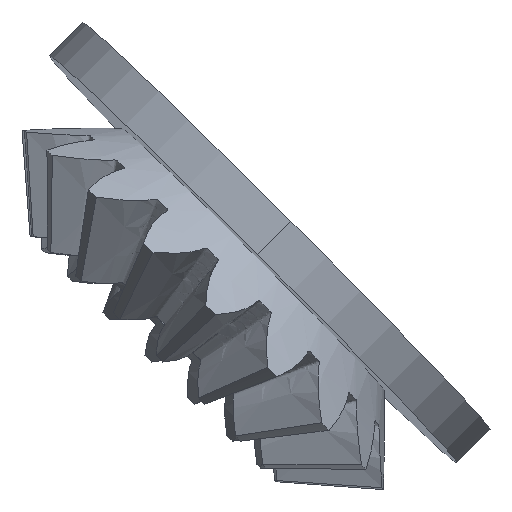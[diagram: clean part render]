
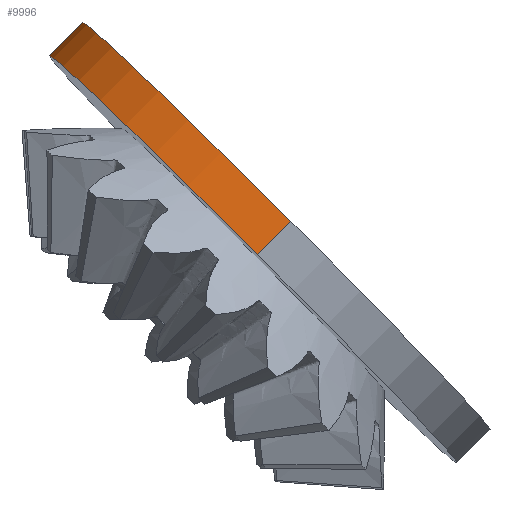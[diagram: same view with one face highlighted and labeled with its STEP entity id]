
A CAD part, left-side view. The second image highlights one B-rep face of the part: STEP entity #9996.
In plain terms, the highlighted cylindrical face has radius 49 mm (diameter 98 mm), a partial arc.
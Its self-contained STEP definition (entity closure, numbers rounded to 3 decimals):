
#1587=CARTESIAN_POINT('',(-0.707,22.263,
-22.274));
#1588=DIRECTION('',(0.022,-0.707,0.707));
#1589=DIRECTION('',(1.,0.016,-0.016));
#1590=AXIS2_PLACEMENT_3D('',#1587,#1588,#1589);
#1597=DIRECTION('',(0.022,-0.707,0.707));
#1598=VECTOR('',#1597,8.);
#1599=CARTESIAN_POINT('',(48.28,23.04,-23.052));
#1600=LINE('',#1599,#1598);
#1601=DIRECTION('',(0.022,-0.707,0.707));
#1602=VECTOR('',#1601,8.);
#1603=CARTESIAN_POINT('',(-49.695,21.485,
-21.496));
#1604=LINE('',#1603,#1602);
#1605=CARTESIAN_POINT('',(-0.528,16.609,
-16.617));
#1606=DIRECTION('',(0.022,-0.707,0.707));
#1607=DIRECTION('',(1.,0.016,-0.016));
#1608=AXIS2_PLACEMENT_3D('',#1605,#1606,#1607);
#8671=CARTESIAN_POINT('',(48.28,23.04,-23.052));
#8672=CARTESIAN_POINT('',(-49.695,21.485,
-21.496));
#8673=VERTEX_POINT('',#8671);
#8674=VERTEX_POINT('',#8672);
#8675=CARTESIAN_POINT('',(48.46,17.386,-17.395));
#8676=CARTESIAN_POINT('',(-49.515,15.831,
-15.839));
#8677=VERTEX_POINT('',#8675);
#8678=VERTEX_POINT('',#8676);
#9982=CARTESIAN_POINT('',(-0.707,22.263,
-22.274));
#9983=DIRECTION('',(0.022,-0.707,0.707));
#9984=DIRECTION('',(1.,0.016,-0.016));
#9985=AXIS2_PLACEMENT_3D('',#9982,#9983,#9984);
#9986=CYLINDRICAL_SURFACE('',#9985,49.);
#9987=ORIENTED_EDGE('',*,*,#9958,.F.);
#9989=ORIENTED_EDGE('',*,*,#9988,.T.);
#9991=ORIENTED_EDGE('',*,*,#9990,.T.);
#9993=ORIENTED_EDGE('',*,*,#9992,.F.);
#9994=EDGE_LOOP('',(#9987,#9989,#9991,#9993));
#9995=FACE_OUTER_BOUND('',#9994,.F.);
#9996=ADVANCED_FACE('',(#9995),#9986,.T.);
#1591=CIRCLE('',#1590,49.);
#1609=CIRCLE('',#1608,49.);
#9958=EDGE_CURVE('',#8673,#8674,#1591,.T.);
#9988=EDGE_CURVE('',#8673,#8677,#1600,.T.);
#9990=EDGE_CURVE('',#8677,#8678,#1609,.T.);
#9992=EDGE_CURVE('',#8674,#8678,#1604,.T.);
